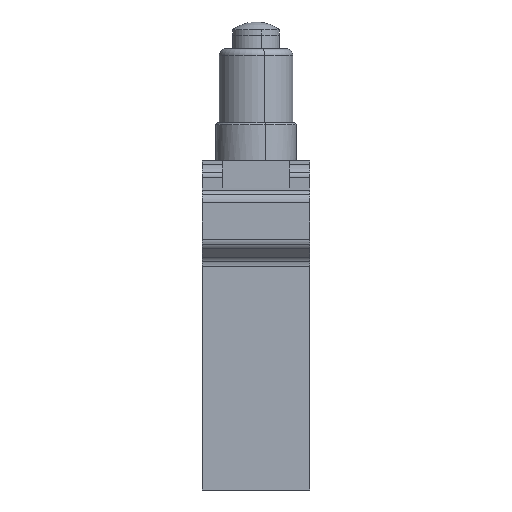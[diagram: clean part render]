
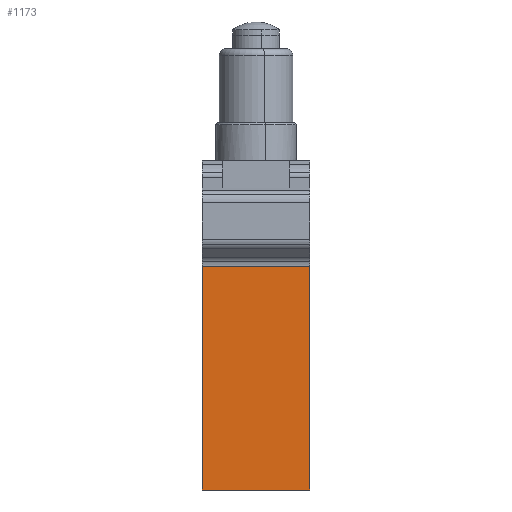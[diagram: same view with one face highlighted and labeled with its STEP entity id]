
A CAD part, left-side view. The second image highlights one B-rep face of the part: STEP entity #1173.
In plain terms, the highlighted planar face has unit normal (-1, 0, 0).
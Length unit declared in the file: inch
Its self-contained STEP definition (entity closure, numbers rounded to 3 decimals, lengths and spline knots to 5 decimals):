
#58 = DIRECTION ( 'NONE',  ( 0., 0., 1. ) ) ;
#708 = AXIS2_PLACEMENT_3D ( 'NONE', #5114, #7468, #4360 ) ;
#1173 = ADVANCED_FACE ( 'NONE', ( #3954 ), #8112, .T. ) ;
#1199 = DIRECTION ( 'NONE',  ( 0., -1., 0. ) ) ;
#2852 = ORIENTED_EDGE ( 'NONE', *, *, #5176, .T. ) ;
#3032 = VECTOR ( 'NONE', #1199, 39.37008 ) ;
#3309 = LINE ( 'NONE', #4603, #3418 ) ;
#3418 = VECTOR ( 'NONE', #58, 39.37008 ) ;
#3914 = VECTOR ( 'NONE', #3935, 39.37008 ) ;
#3935 = DIRECTION ( 'NONE',  ( 0., -1., 0. ) ) ;
#3941 = CARTESIAN_POINT ( 'NONE',  ( -0.59055, 0., -1.5748 ) ) ;
#3954 = FACE_OUTER_BOUND ( 'NONE', #5238, .T. ) ;
#3982 = EDGE_CURVE ( 'NONE', #4217, #6588, #4841, .T. ) ;
#3994 = DIRECTION ( 'NONE',  ( 0., 0., -1. ) ) ;
#4217 = VERTEX_POINT ( 'NONE', #3941 ) ;
#4253 = CARTESIAN_POINT ( 'NONE',  ( -0.59055, 0., -1.5748 ) ) ;
#4360 = DIRECTION ( 'NONE',  ( 0., 0., 1. ) ) ;
#4603 = CARTESIAN_POINT ( 'NONE',  ( -0.59055, -0.62992, -1.5748 ) ) ;
#4661 = EDGE_CURVE ( 'NONE', #9570, #8230, #7336, .T. ) ;
#4841 = LINE ( 'NONE', #4253, #3032 ) ;
#4852 = CARTESIAN_POINT ( 'NONE',  ( -0.59055, -0.62992, -0.26687 ) ) ;
#5114 = CARTESIAN_POINT ( 'NONE',  ( -0.59055, 0., -1.5748 ) ) ;
#5176 = EDGE_CURVE ( 'NONE', #6588, #8230, #3309, .T. ) ;
#5238 = EDGE_LOOP ( 'NONE', ( #9388, #7900, #5452, #2852 ) ) ;
#5312 = LINE ( 'NONE', #6215, #9608 ) ;
#5452 = ORIENTED_EDGE ( 'NONE', *, *, #3982, .T. ) ;
#6215 = CARTESIAN_POINT ( 'NONE',  ( -0.59055, 0., -0.26687 ) ) ;
#6588 = VERTEX_POINT ( 'NONE', #8450 ) ;
#7336 = LINE ( 'NONE', #7672, #3914 ) ;
#7468 = DIRECTION ( 'NONE',  ( -1., 0., 0. ) ) ;
#7672 = CARTESIAN_POINT ( 'NONE',  ( -0.59055, 0., -0.26687 ) ) ;
#7900 = ORIENTED_EDGE ( 'NONE', *, *, #9314, .T. ) ;
#8112 = PLANE ( 'NONE',  #708 ) ;
#8230 = VERTEX_POINT ( 'NONE', #4852 ) ;
#8450 = CARTESIAN_POINT ( 'NONE',  ( -0.59055, -0.62992, -1.5748 ) ) ;
#8606 = CARTESIAN_POINT ( 'NONE',  ( -0.59055, 0., -0.26687 ) ) ;
#9314 = EDGE_CURVE ( 'NONE', #9570, #4217, #5312, .T. ) ;
#9388 = ORIENTED_EDGE ( 'NONE', *, *, #4661, .F. ) ;
#9570 = VERTEX_POINT ( 'NONE', #8606 ) ;
#9608 = VECTOR ( 'NONE', #3994, 39.37008 ) ;
